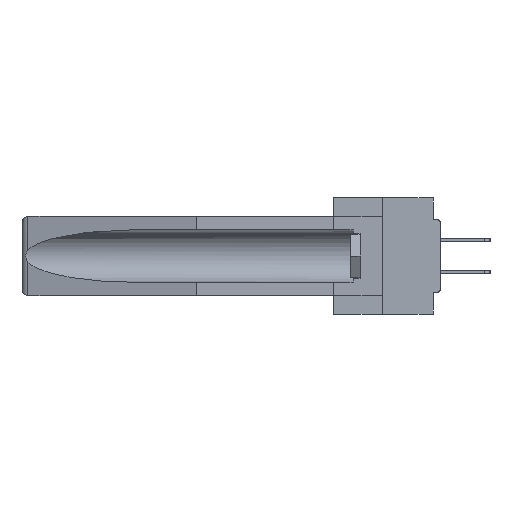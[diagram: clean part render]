
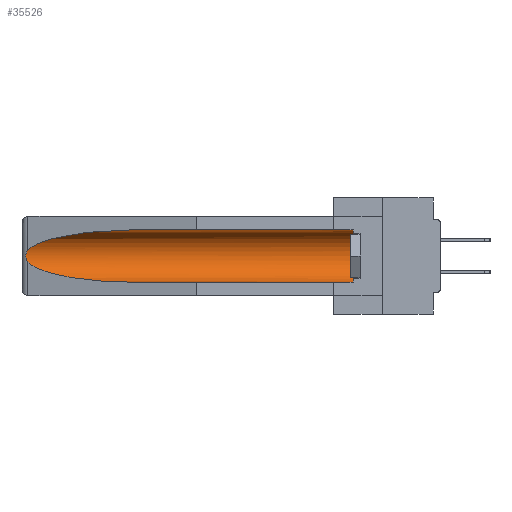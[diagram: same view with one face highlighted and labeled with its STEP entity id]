
A CAD part, left-side view. The second image highlights one B-rep face of the part: STEP entity #35526.
In plain terms, the highlighted cylindrical face has radius 2.857 mm (diameter 5.715 mm), a partial arc.
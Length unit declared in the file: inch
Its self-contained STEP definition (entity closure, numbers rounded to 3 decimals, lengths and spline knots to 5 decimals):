
#55 = AXIS2_PLACEMENT_3D ( 'NONE', #36908, #22668, #5284 ) ;
#583 = EDGE_LOOP ( 'NONE', ( #1566, #22892, #10540, #27667, #37181, #1386 ) ) ;
#1386 = ORIENTED_EDGE ( 'NONE', *, *, #30872, .T. ) ;
#1566 = ORIENTED_EDGE ( 'NONE', *, *, #40478, .T. ) ;
#1581 = DIRECTION ( 'NONE',  ( 0., 1., 0. ) ) ;
#2787 = LINE ( 'NONE', #16174, #15040 ) ;
#3913 = CARTESIAN_POINT ( 'NONE',  ( 0.26597, 1.5296, -0.19026 ) ) ;
#4226 = CARTESIAN_POINT ( 'NONE',  ( 0.26537, 1.52718, -0.14972 ) ) ;
#4971 = DIRECTION ( 'NONE',  ( 0., 1., 0. ) ) ;
#5284 = DIRECTION ( 'NONE',  ( 0., 0., 1. ) ) ;
#6155 = CARTESIAN_POINT ( 'NONE',  ( 0.155, 0.126, -0.284 ) ) ;
#6982 = CARTESIAN_POINT ( 'NONE',  ( 0.26537, 1.52718, -0.14972 ) ) ;
#7638 = CARTESIAN_POINT ( 'NONE',  ( 0.2675, 1.53308, -0.16763 ) ) ;
#8185 = CIRCLE ( 'NONE', #22371, 0.1125 ) ;
#8982 = EDGE_CURVE ( 'NONE', #35668, #15935, #12053, .T. ) ;
#9267 = EDGE_CURVE ( 'NONE', #29640, #22800, #8185, .T. ) ;
#10343 = VERTEX_POINT ( 'NONE', #35584 ) ;
#10540 = ORIENTED_EDGE ( 'NONE', *, *, #8982, .T. ) ;
#10663 = CARTESIAN_POINT ( 'NONE',  ( 0.25451, 1.48313, -0.09465 ) ) ;
#11055 = CARTESIAN_POINT ( 'NONE',  ( 0.26654, 1.53092, -0.15636 ) ) ;
#11561 = CARTESIAN_POINT ( 'NONE',  ( 0.155, 0.126, -0.059 ) ) ;
#12053 =( BOUNDED_CURVE ( )  B_SPLINE_CURVE ( 3, ( #40762, #23165, #27170, #44193 ),
 .UNSPECIFIED., .F., .F. ) 
 B_SPLINE_CURVE_WITH_KNOTS ( ( 4, 4 ),
 ( 0.1948, 1.5708 ),
 .UNSPECIFIED. ) 
 CURVE ( )  GEOMETRIC_REPRESENTATION_ITEM ( )  RATIONAL_B_SPLINE_CURVE ( ( 1., 0.848, 0.848, 1. ) ) 
 REPRESENTATION_ITEM ( '' )  );
#12412 = CARTESIAN_POINT ( 'NONE',  ( 0.155, 1.07973, -0.284 ) ) ;
#13812 = CARTESIAN_POINT ( 'NONE',  ( 0.26537, 1.52718, -0.19328 ) ) ;
#15040 = VECTOR ( 'NONE', #1581, 39.37008 ) ;
#15090 = DIRECTION ( 'NONE',  ( 0., 0., 1. ) ) ;
#15606 = EDGE_CURVE ( 'NONE', #10343, #35668, #17480, .T. ) ;
#15935 = VERTEX_POINT ( 'NONE', #12412 ) ;
#16174 = CARTESIAN_POINT ( 'NONE',  ( 0.155, -0.30754, -0.284 ) ) ;
#17480 = B_SPLINE_CURVE_WITH_KNOTS ( 'NONE', 3,
 ( #4226, #42804, #11055, #28909, #7638, #43254, #32289, #36312, #3913, #43089 ),
 .UNSPECIFIED., .F., .F.,
 ( 4, 2, 2, 2, 4 ),
 ( 0., 0.00029, 0.00058, 0.00087, 0.00117 ),
 .UNSPECIFIED. ) ;
#18326 = CARTESIAN_POINT ( 'NONE',  ( 0.155, 0.126, -0.1715 ) ) ;
#19199 = LINE ( 'NONE', #36914, #21404 ) ;
#19349 = CYLINDRICAL_SURFACE ( 'NONE', #55, 0.1125 ) ;
#21404 = VECTOR ( 'NONE', #4971, 39.37008 ) ;
#22371 = AXIS2_PLACEMENT_3D ( 'NONE', #18326, #36110, #15090 ) ;
#22668 = DIRECTION ( 'NONE',  ( 0., 1., 0. ) ) ;
#22800 = VERTEX_POINT ( 'NONE', #11561 ) ;
#22892 = ORIENTED_EDGE ( 'NONE', *, *, #15606, .T. ) ;
#23061 = CARTESIAN_POINT ( 'NONE',  ( 0.155, 1.07973, -0.059 ) ) ;
#23165 = CARTESIAN_POINT ( 'NONE',  ( 0.25451, 1.48313, -0.24835 ) ) ;
#23396 = EDGE_CURVE ( 'NONE', #29640, #15935, #2787, .T. ) ;
#27170 = CARTESIAN_POINT ( 'NONE',  ( 0.21114, 1.30732, -0.284 ) ) ;
#27426 =( BOUNDED_CURVE ( )  B_SPLINE_CURVE ( 3, ( #45667, #35603, #10663, #6982 ),
 .UNSPECIFIED., .F., .T. ) 
 B_SPLINE_CURVE_WITH_KNOTS ( ( 4, 4 ),
 ( 4.71239, 6.08839 ),
 .UNSPECIFIED. ) 
 CURVE ( )  GEOMETRIC_REPRESENTATION_ITEM ( )  RATIONAL_B_SPLINE_CURVE ( ( 1., 0.848, 0.848, 1. ) ) 
 REPRESENTATION_ITEM ( '' )  );
#27667 = ORIENTED_EDGE ( 'NONE', *, *, #23396, .F. ) ;
#28909 = CARTESIAN_POINT ( 'NONE',  ( 0.2673, 1.5327, -0.16383 ) ) ;
#29640 = VERTEX_POINT ( 'NONE', #6155 ) ;
#30872 = EDGE_CURVE ( 'NONE', #22800, #44837, #19199, .T. ) ;
#32289 = CARTESIAN_POINT ( 'NONE',  ( 0.2673, 1.53269, -0.17917 ) ) ;
#35526 = ADVANCED_FACE ( 'NONE', ( #43112 ), #19349, .F. ) ;
#35584 = CARTESIAN_POINT ( 'NONE',  ( 0.26537, 1.52718, -0.14972 ) ) ;
#35603 = CARTESIAN_POINT ( 'NONE',  ( 0.21114, 1.30732, -0.059 ) ) ;
#35668 = VERTEX_POINT ( 'NONE', #13812 ) ;
#36110 = DIRECTION ( 'NONE',  ( 0., -1., 0. ) ) ;
#36312 = CARTESIAN_POINT ( 'NONE',  ( 0.26655, 1.53094, -0.18657 ) ) ;
#36908 = CARTESIAN_POINT ( 'NONE',  ( 0.155, -0.30754, -0.1715 ) ) ;
#36914 = CARTESIAN_POINT ( 'NONE',  ( 0.155, -0.30754, -0.059 ) ) ;
#37181 = ORIENTED_EDGE ( 'NONE', *, *, #9267, .T. ) ;
#40478 = EDGE_CURVE ( 'NONE', #44837, #10343, #27426, .T. ) ;
#40762 = CARTESIAN_POINT ( 'NONE',  ( 0.26537, 1.52718, -0.19328 ) ) ;
#42804 = CARTESIAN_POINT ( 'NONE',  ( 0.26597, 1.52961, -0.15275 ) ) ;
#43089 = CARTESIAN_POINT ( 'NONE',  ( 0.26537, 1.52718, -0.19328 ) ) ;
#43112 = FACE_OUTER_BOUND ( 'NONE', #583, .T. ) ;
#43254 = CARTESIAN_POINT ( 'NONE',  ( 0.2675, 1.53308, -0.17534 ) ) ;
#44193 = CARTESIAN_POINT ( 'NONE',  ( 0.155, 1.07973, -0.284 ) ) ;
#44837 = VERTEX_POINT ( 'NONE', #23061 ) ;
#45667 = CARTESIAN_POINT ( 'NONE',  ( 0.155, 1.07973, -0.059 ) ) ;
